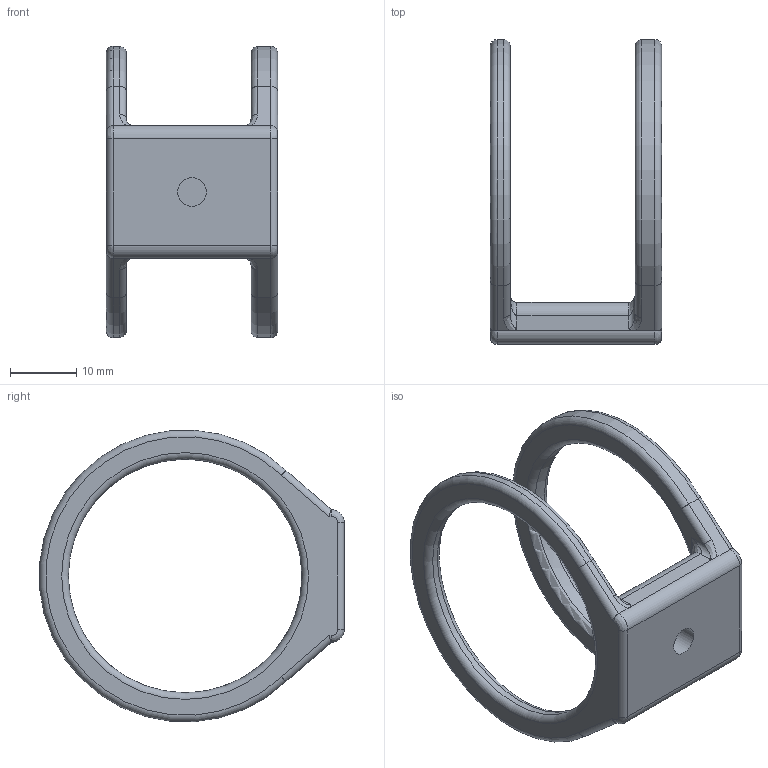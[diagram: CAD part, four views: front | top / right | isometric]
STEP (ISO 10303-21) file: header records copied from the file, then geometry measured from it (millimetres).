
FILE_DESCRIPTION(/* description */ (''),/* implementation_level */ '2;1');
FILE_NAME(/* name */ 'VaporCellMount.step',/* time_stamp */ '2022-01-20T15:13:17-05:00',/* author */ (''),/* organization */ (''),/* preprocessor_version */ 'ST-DEVELOPER v18.1',/* originating_system */ 'Autodesk Translation Framework v10.10.0.1391',/* authorisation */ '');
FILE_SCHEMA (('AUTOMOTIVE_DESIGN { 1 0 10303 214 3 1 1 }'));
Length unit declared in the file: millimetre
Products named in the file (1): Vapor Cell Mount
Bounding box: 25.8 x 45.92 x 43.89 mm (x, y, z)
Volume: 6344 mm3; surface area: 4535.1 mm2
Topology: 1 solids, 1 shells, 64 faces, 147 edges, 80 vertices
Faces by surface type: cylinder 29, bspline 14, plane 13, torus 8
Full cylindrical faces by diameter (mm): 4.3 x1, 35.2 x2
Entity records: 2236 total; most frequent: CARTESIAN_POINT 812, DIRECTION 299, ORIENTED_EDGE 286, EDGE_CURVE 143, AXIS2_PLACEMENT_3D 121, VERTEX_POINT 80, EDGE_LOOP 67, FACE_OUTER_BOUND 64
